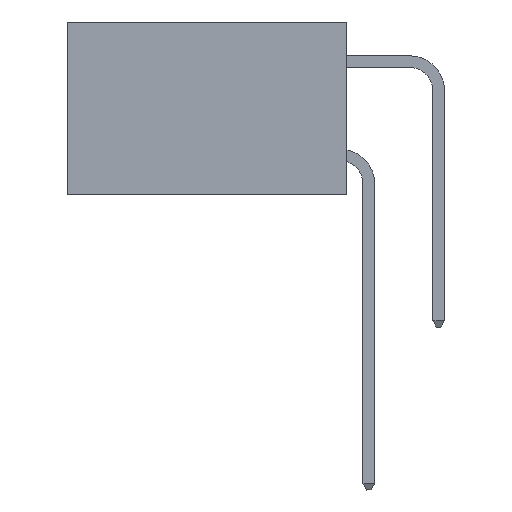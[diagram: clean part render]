
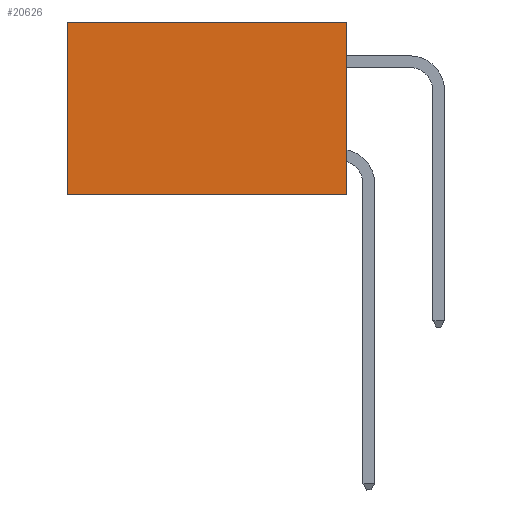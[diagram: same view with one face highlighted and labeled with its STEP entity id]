
A CAD part, left-side view. The second image highlights one B-rep face of the part: STEP entity #20626.
In plain terms, the highlighted planar face has unit normal (-1, 0, 0).
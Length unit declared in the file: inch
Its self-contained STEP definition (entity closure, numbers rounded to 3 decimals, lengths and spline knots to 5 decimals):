
#410 = EDGE_CURVE ( 'NONE', #2598, #21475, #10345, .T. ) ;
#2598 = VERTEX_POINT ( 'NONE', #7178 ) ;
#2832 = CARTESIAN_POINT ( 'NONE',  ( 0.2875, 0., 0. ) ) ;
#3167 = CARTESIAN_POINT ( 'NONE',  ( 0.2875, 0., -0.37 ) ) ;
#3196 = CARTESIAN_POINT ( 'NONE',  ( 0.2875, 0., 0. ) ) ;
#3471 = ORIENTED_EDGE ( 'NONE', *, *, #23148, .F. ) ;
#4360 = ORIENTED_EDGE ( 'NONE', *, *, #410, .T. ) ;
#4718 = DIRECTION ( 'NONE',  ( 0., 0., -1. ) ) ;
#5277 = CARTESIAN_POINT ( 'NONE',  ( 0.2875, 0., 0. ) ) ;
#7178 = CARTESIAN_POINT ( 'NONE',  ( 0.2875, 0., 0. ) ) ;
#7727 = VERTEX_POINT ( 'NONE', #11563 ) ;
#7730 = VECTOR ( 'NONE', #26319, 39.37008 ) ;
#8015 = LINE ( 'NONE', #5277, #10645 ) ;
#8074 = FACE_OUTER_BOUND ( 'NONE', #24157, .T. ) ;
#9858 = ORIENTED_EDGE ( 'NONE', *, *, #10056, .F. ) ;
#10056 = EDGE_CURVE ( 'NONE', #26814, #7727, #19464, .T. ) ;
#10345 = LINE ( 'NONE', #3196, #7730 ) ;
#10645 = VECTOR ( 'NONE', #25999, 39.37008 ) ;
#11154 = LINE ( 'NONE', #23415, #20995 ) ;
#11488 = DIRECTION ( 'NONE',  ( 1., 0., 0. ) ) ;
#11563 = CARTESIAN_POINT ( 'NONE',  ( 0.2875, 0.6, -0.37 ) ) ;
#13938 = AXIS2_PLACEMENT_3D ( 'NONE', #2832, #11488, #15649 ) ;
#15649 = DIRECTION ( 'NONE',  ( 0., 0., -1. ) ) ;
#17612 = PLANE ( 'NONE',  #13938 ) ;
#19464 = LINE ( 'NONE', #3167, #23035 ) ;
#20626 = ADVANCED_FACE ( 'NONE', ( #8074 ), #17612, .F. ) ;
#20995 = VECTOR ( 'NONE', #4718, 39.37008 ) ;
#21475 = VERTEX_POINT ( 'NONE', #22335 ) ;
#22335 = CARTESIAN_POINT ( 'NONE',  ( 0.2875, 0.6, 0. ) ) ;
#23035 = VECTOR ( 'NONE', #24355, 39.37008 ) ;
#23148 = EDGE_CURVE ( 'NONE', #2598, #26814, #8015, .T. ) ;
#23415 = CARTESIAN_POINT ( 'NONE',  ( 0.2875, 0.6, 0. ) ) ;
#23436 = ORIENTED_EDGE ( 'NONE', *, *, #26374, .T. ) ;
#24157 = EDGE_LOOP ( 'NONE', ( #23436, #9858, #3471, #4360 ) ) ;
#24355 = DIRECTION ( 'NONE',  ( 0., 1., 0. ) ) ;
#24790 = CARTESIAN_POINT ( 'NONE',  ( 0.2875, 0., -0.37 ) ) ;
#25999 = DIRECTION ( 'NONE',  ( 0., 0., -1. ) ) ;
#26319 = DIRECTION ( 'NONE',  ( 0., 1., 0. ) ) ;
#26374 = EDGE_CURVE ( 'NONE', #21475, #7727, #11154, .T. ) ;
#26814 = VERTEX_POINT ( 'NONE', #24790 ) ;
